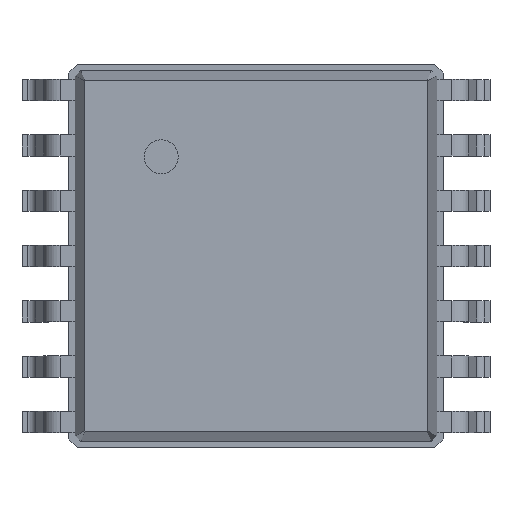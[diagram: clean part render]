
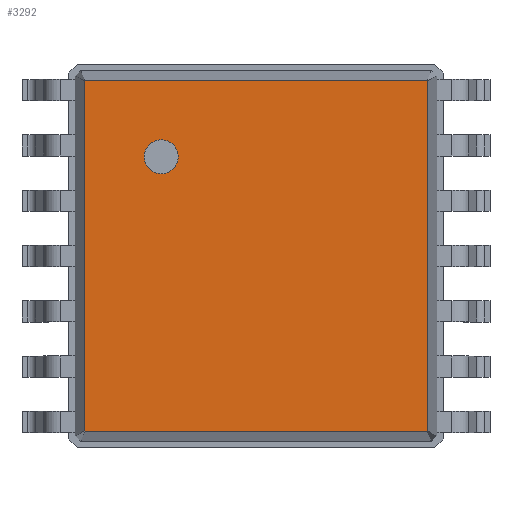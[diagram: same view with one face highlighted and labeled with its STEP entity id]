
A CAD part, top view. The second image highlights one B-rep face of the part: STEP entity #3292.
In plain terms, the highlighted planar face has unit normal (0, 0, 1).
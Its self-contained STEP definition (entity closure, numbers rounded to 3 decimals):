
#13=DIRECTION('',(0.,0.,1.));
#27=VECTOR('',#28,1.);
#28=DIRECTION('',(1.,0.,0.));
#51=VECTOR('',#52,1.);
#52=DIRECTION('',(0.707,-0.707,0.));
#58=VECTOR('',#59,1.);
#59=DIRECTION('',(0.,-1.,0.));
#65=VECTOR('',#66,1.);
#66=DIRECTION('',(-0.707,-0.707,0.));
#72=VECTOR('',#73,1.);
#73=DIRECTION('',(-1.,0.,0.));
#79=VECTOR('',#80,1.);
#80=DIRECTION('',(-0.707,0.707,0.));
#86=VECTOR('',#87,1.);
#87=DIRECTION('',(0.,1.,0.));
#91=VECTOR('',#92,1.);
#92=DIRECTION('',(0.707,0.707,0.));
#1099=VERTEX_POINT('',#1100);
#1100=CARTESIAN_POINT('',(-2.014,2.057,1.6));
#1102=ORIENTED_EDGE('',*,*,#1103,.F.);
#1103=EDGE_CURVE('',#1104,#1099,#1106,.T.);
#1104=VERTEX_POINT('',#1105);
#1105=CARTESIAN_POINT('',(-2.014,-2.057,1.6));
#1106=LINE('',#1105,#86);
#1117=VERTEX_POINT('',#1118);
#1118=CARTESIAN_POINT('',(-2.007,2.064,1.6));
#1120=ORIENTED_EDGE('',*,*,#1121,.F.);
#1121=EDGE_CURVE('',#1099,#1117,#1122,.T.);
#1122=LINE('',#1100,#91);
#1131=VERTEX_POINT('',#1132);
#1132=CARTESIAN_POINT('',(2.007,2.064,1.6));
#1134=ORIENTED_EDGE('',*,*,#1135,.F.);
#1135=EDGE_CURVE('',#1117,#1131,#1136,.T.);
#1136=LINE('',#1118,#27);
#1145=VERTEX_POINT('',#1146);
#1146=CARTESIAN_POINT('',(2.014,2.057,1.6));
#1148=ORIENTED_EDGE('',*,*,#1149,.F.);
#1149=EDGE_CURVE('',#1131,#1145,#1150,.T.);
#1150=LINE('',#1132,#51);
#1215=VERTEX_POINT('',#1216);
#1216=CARTESIAN_POINT('',(2.014,-2.057,1.6));
#1218=ORIENTED_EDGE('',*,*,#1219,.F.);
#1219=EDGE_CURVE('',#1145,#1215,#1220,.T.);
#1220=LINE('',#1146,#58);
#3292=ADVANCED_FACE('',(#3293,#3308),#3318,.T.);
#3293=FACE_BOUND('',#3294,.T.);
#3294=EDGE_LOOP('',(#1134,#1120,#1102,#3295,#3300,#3305,#1218,#1148));
#3295=ORIENTED_EDGE('',*,*,#3296,.F.);
#3296=EDGE_CURVE('',#3297,#1104,#3299,.T.);
#3297=VERTEX_POINT('',#3298);
#3298=CARTESIAN_POINT('',(-2.007,-2.064,1.6));
#3299=LINE('',#3298,#79);
#3300=ORIENTED_EDGE('',*,*,#3301,.F.);
#3301=EDGE_CURVE('',#3302,#3297,#3304,.T.);
#3302=VERTEX_POINT('',#3303);
#3303=CARTESIAN_POINT('',(2.007,-2.064,1.6));
#3304=LINE('',#3303,#72);
#3305=ORIENTED_EDGE('',*,*,#3306,.F.);
#3306=EDGE_CURVE('',#1215,#3302,#3307,.T.);
#3307=LINE('',#1216,#65);
#3308=FACE_BOUND('',#3309,.T.);
#3309=EDGE_LOOP('',(#3310));
#3310=ORIENTED_EDGE('',*,*,#3311,.T.);
#3311=EDGE_CURVE('',#3312,#3312,#3314,.T.);
#3312=VERTEX_POINT('',#3313);
#3313=CARTESIAN_POINT('',(-1.114,0.964,1.6));
#3314=CIRCLE('',#3315,0.2);
#3315=AXIS2_PLACEMENT_3D('',#3316,#3317,#59);
#3316=CARTESIAN_POINT('',(-1.114,1.164,1.6));
#3317=DIRECTION('',(0.,-0.,-1.));
#3318=PLANE('',#3319);
#3319=AXIS2_PLACEMENT_3D('',#1118,#13,#3320);
#3320=DIRECTION('',(0.697,-0.717,0.));
